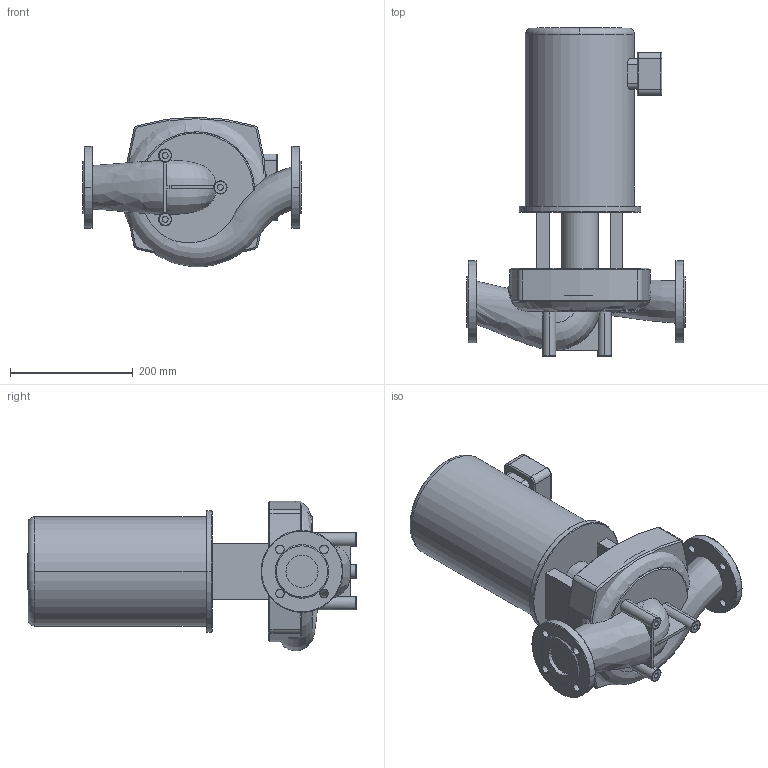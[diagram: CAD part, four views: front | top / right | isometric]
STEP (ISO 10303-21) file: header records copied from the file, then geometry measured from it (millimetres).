
FILE_DESCRIPTION((''),'2;1');
FILE_NAME('3d_IPL2-18_125-4 115_208-230_TEFC-2705369.stp','2009-12-21T08:51:59',(''),(''),'Mechanical Desktop 2008','Mechanical Desktop 2008',', , ');
FILE_SCHEMA(('CONFIG_CONTROL_DESIGN'));
Length unit declared in the file: inch
Products named in the file (1): Product
Bounding box: 355.6 x 535.99 x 243.61 mm (x, y, z)
Volume: 14738278.2 mm3; surface area: 729796.9 mm2
Topology: 10 solids, 10 shells, 221 faces, 536 edges, 345 vertices
Faces by surface type: bspline 76, cylinder 55, plane 47, cone 22, torus 21
Entity records: 12977 total; most frequent: CARTESIAN_POINT 7785, ORIENTED_EDGE 1072, DIRECTION 1017, EDGE_CURVE 536, AXIS2_PLACEMENT_3D 380, VERTEX_POINT 345, VECTOR 257, LINE 257
